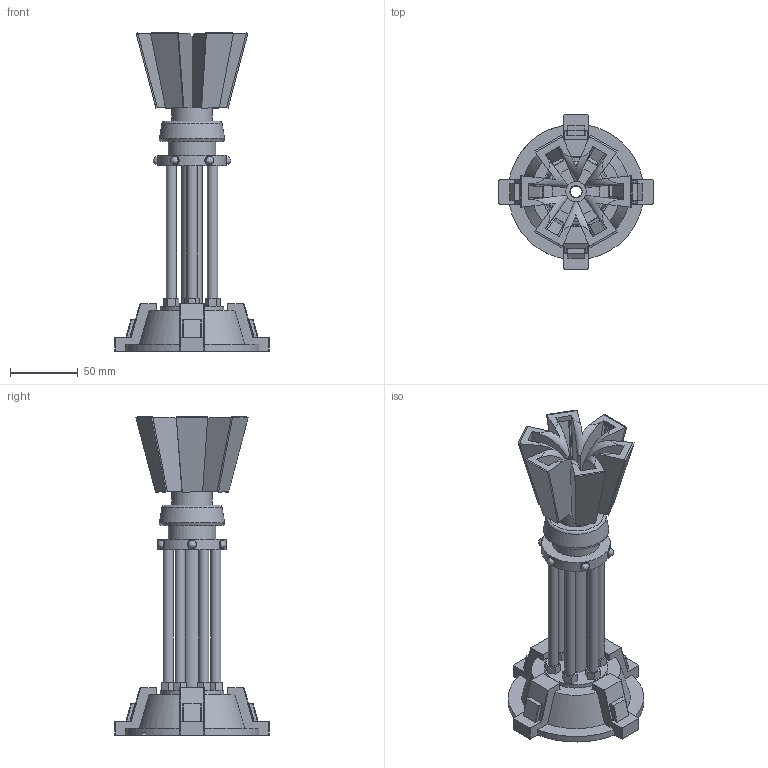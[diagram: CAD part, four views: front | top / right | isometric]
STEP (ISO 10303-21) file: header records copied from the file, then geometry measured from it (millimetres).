
FILE_DESCRIPTION( ('This file contains a STEP AP42 implementation' ,'as created by ZW3D STEP Interface translator.') ,'2;1' );
FILE_NAME( '嫖濩坢.stp' ,'22 519.182123', (''), ('ZWCAD Software Co.'), 'Version 1.0', 'ZW3D to STEP translator', '' );
FILE_SCHEMA( ('CONFIG_CONTROL_DESIGN') );
Length unit declared in the file: millimetre
Products named in the file (9): 0; A蚾饜; A1; A2; A3; A4; A5; A6; A7
Assembly tree (15 placements, depth 2):
  0
  A蚾饜
    A1
    A2
    A3  x4
    A4
    A5
    A6
    A7  x6
Bounding box: 113.66 x 113.66 x 234.6 mm (x, y, z)
Volume: 341262.8 mm3; surface area: 134558.3 mm2
Topology: 16 solids, 21 shells, 444 faces, 1137 edges, 741 vertices
Faces by surface type: bspline 444
Entity records: 11125 total; most frequent: CARTESIAN_POINT 5956, ORIENTED_EDGE 1484, EDGE_CURVE 747, B_SPLINE_CURVE_WITH_KNOTS 627, VERTEX_POINT 493, EDGE_LOOP 335, FACE_OUTER_BOUND 293, ADVANCED_FACE 293
